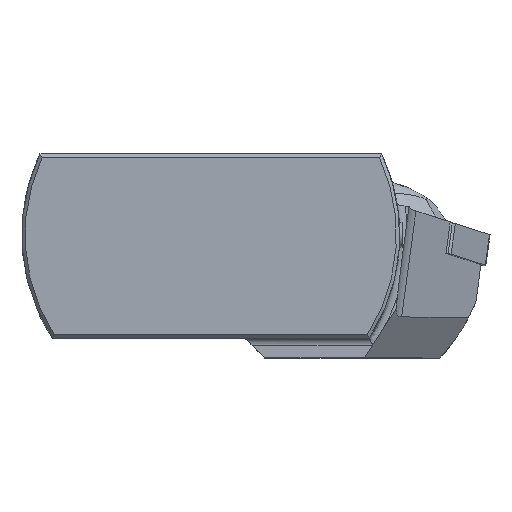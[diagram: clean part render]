
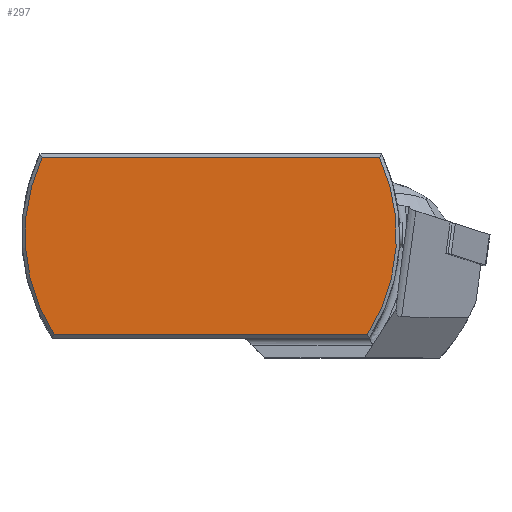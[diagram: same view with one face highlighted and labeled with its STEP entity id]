
A CAD part, top view. The second image highlights one B-rep face of the part: STEP entity #297.
In plain terms, the highlighted planar face has unit normal (0, 0, 1).
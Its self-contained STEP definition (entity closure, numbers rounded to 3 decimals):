
#162=FACE_OUTER_BOUND('',#444,.T.);
#230=PLANE('',#1894);
#297=ADVANCED_FACE('',(#162),#230,.T.);
#444=EDGE_LOOP('',(#1058,#1059,#1060,#1061));
#563=LINE('',#2622,#679);
#565=LINE('',#2635,#681);
#679=VECTOR('',#2045,1.);
#681=VECTOR('',#2049,1.);
#1058=ORIENTED_EDGE('',*,*,#1490,.F.);
#1059=ORIENTED_EDGE('',*,*,#1497,.F.);
#1060=ORIENTED_EDGE('',*,*,#1499,.F.);
#1061=ORIENTED_EDGE('',*,*,#1493,.T.);
#1327=VERTEX_POINT('',#2611);
#1329=VERTEX_POINT('',#2614);
#1331=VERTEX_POINT('',#2623);
#1332=VERTEX_POINT('',#2634);
#1490=EDGE_CURVE('',#1327,#1329,#1699,.T.);
#1493=EDGE_CURVE('',#1331,#1329,#563,.T.);
#1497=EDGE_CURVE('',#1332,#1327,#565,.T.);
#1499=EDGE_CURVE('',#1331,#1332,#1701,.T.);
#1699=CIRCLE('',#1826,37.825);
#1701=CIRCLE('',#1831,37.825);
#1826=AXIS2_PLACEMENT_3D('',#2613,#2039,#2040);
#1831=AXIS2_PLACEMENT_3D('',#2638,#2053,#2054);
#1894=AXIS2_PLACEMENT_3D('',#2865,#2232,#2233);
#2039=DIRECTION('',(0.,0.,-1.));
#2040=DIRECTION('',(1.,0.,0.));
#2045=DIRECTION('',(-1.,0.,0.));
#2049=DIRECTION('',(-1.,0.,0.));
#2053=DIRECTION('',(0.,0.,-1.));
#2054=DIRECTION('',(1.,0.,0.));
#2232=DIRECTION('',(0.,0.,1.));
#2233=DIRECTION('',(1.,0.,0.));
#2611=CARTESIAN_POINT('',(-31.9,-20.325,0.));
#2613=CARTESIAN_POINT('',(0.,0.,0.));
#2614=CARTESIAN_POINT('',(-34.355,15.825,0.));
#2622=CARTESIAN_POINT('',(-6.608,15.825,0.));
#2623=CARTESIAN_POINT('',(34.355,15.825,0.));
#2634=CARTESIAN_POINT('',(31.9,-20.325,0.));
#2635=CARTESIAN_POINT('',(-6.608,-20.325,0.));
#2638=CARTESIAN_POINT('',(0.,0.,0.));
#2865=CARTESIAN_POINT('',(0.,0.,0.));
